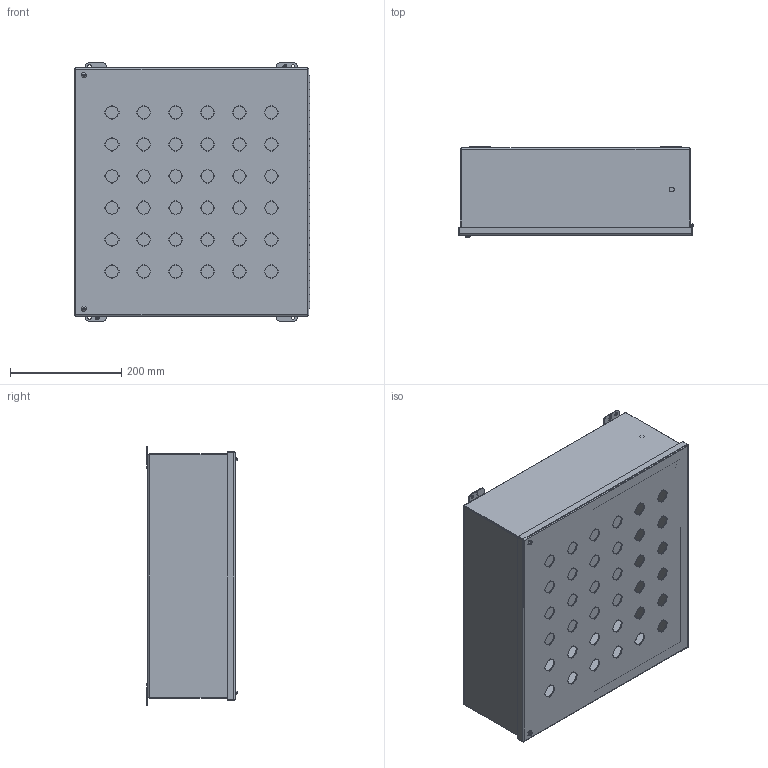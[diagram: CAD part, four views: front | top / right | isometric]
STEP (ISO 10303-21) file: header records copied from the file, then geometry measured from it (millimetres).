
FILE_DESCRIPTION (( 'STEP AP203' ), '1' );
FILE_NAME ('1489MP36_Default.step', '2019-11-12T19:37:27', ( '' ), ( '' ), 'SwSTEP 2.0', 'SolidWorks 2019', '' );
FILE_SCHEMA (( 'CONFIG_CONTROL_DESIGN' ));
Length unit declared in the file: inch
Products named in the file (1): 1489MP36_Default
Bounding box: 422.22 x 161.84 x 463.55 mm (x, y, z)
Volume: 1594223.8 mm3; surface area: 1690679.8 mm2
Topology: 21 solids, 21 shells, 1373 faces, 4002 edges, 2623 vertices
Faces by surface type: plane 966, cylinder 349, cone 40, bspline 14, torus 4
Entity records: 46229 total; most frequent: CARTESIAN_POINT 9075, ORIENTED_EDGE 7984, DIRECTION 7476, EDGE_CURVE 3992, LINE 3044, VECTOR 3044, VERTEX_POINT 2623, AXIS2_PLACEMENT_3D 2216
